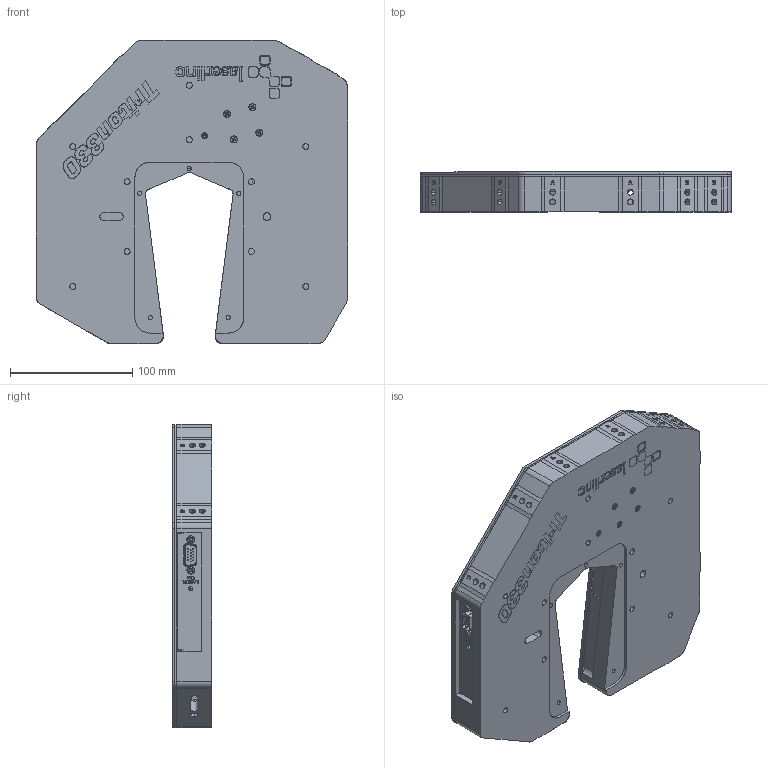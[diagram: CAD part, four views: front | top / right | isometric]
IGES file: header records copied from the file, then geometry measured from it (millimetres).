
Start section: SolidWorks IGES file using analytic representation for surfaces
Global section: file name: 00330-01 Triton330.IGS; native system: SolidWorks 2014; preprocessor: SolidWorks 2014; author: Mark; date: 140506.131424; units: inch
Bounding box: 254.46 x 32.48 x 248.16 mm (x, y, z)
Surface area: 275456.1 mm2 (no closed solid volume)
Topology: 0 solids, 0 shells, 1046 faces, 19503 edges, 19457 vertices
Faces by surface type: bspline 631, revolution 415
